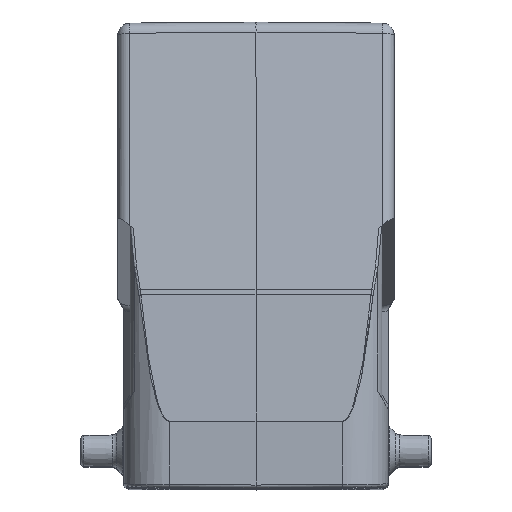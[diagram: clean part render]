
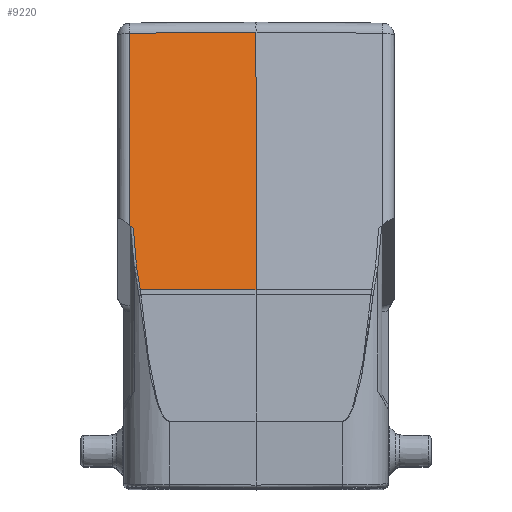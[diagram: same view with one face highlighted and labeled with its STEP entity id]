
A CAD part, top view. The second image highlights one B-rep face of the part: STEP entity #9220.
In plain terms, the highlighted planar face has unit normal (-0.009, 0.174, 0.985).
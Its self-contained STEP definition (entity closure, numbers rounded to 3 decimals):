
#37=DIRECTION('',(0.,-0.985,0.174));
#38=VECTOR('',#37,31.771);
#39=CARTESIAN_POINT('',(-20.517,19.584,50.546));
#40=LINE('',#39,#38);
#66=CARTESIAN_POINT('',(-20.517,-11.704,56.062));
#68=CARTESIAN_POINT('',(-19.449,-18.497,57.27));
#69=CARTESIAN_POINT('',(-19.749,-16.402,56.898));
#70=CARTESIAN_POINT('',(-19.895,-14.285,56.523));
#71=CARTESIAN_POINT('',(-19.963,-12.168,56.149));
#73=DIRECTION('',(-0.762,0.637,-0.119));
#74=VECTOR('',#73,0.727);
#75=CARTESIAN_POINT('',(-19.963,-12.168,56.149));
#76=LINE('',#75,#74);
#77=DIRECTION('',(1.,0.009,0.007));
#78=VECTOR('',#77,20.519);
#79=CARTESIAN_POINT('',(-20.517,19.584,50.546));
#80=LINE('',#79,#78);
#81=CARTESIAN_POINT('',(-18.848,-22.177,57.924));
#82=CARTESIAN_POINT('',(-19.075,-20.955,57.706));
#83=CARTESIAN_POINT('',(-19.272,-19.727,57.488));
#84=CARTESIAN_POINT('',(-19.449,-18.497,57.27));
#117=DIRECTION('',(1.,0.001,0.009));
#118=VECTOR('',#117,18.848);
#119=CARTESIAN_POINT('',(-18.848,-22.177,57.924));
#120=LINE('',#119,#118);
#161=DIRECTION('',(0.,0.985,-0.174));
#162=VECTOR('',#161,42.562);
#163=CARTESIAN_POINT('',(0.,-22.153,
58.087));
#164=LINE('',#163,#162);
#7729=VERTEX_POINT('',#66);
#7730=CARTESIAN_POINT('',(-20.517,19.584,50.546));
#7731=VERTEX_POINT('',#7730);
#7732=CARTESIAN_POINT('',(-19.963,-12.168,
56.149));
#7733=VERTEX_POINT('',#7732);
#7740=VERTEX_POINT('',#68);
#7741=CARTESIAN_POINT('',(0.,19.763,
50.696));
#7742=VERTEX_POINT('',#7741);
#7743=CARTESIAN_POINT('',(0.,-22.153,
58.087));
#7744=VERTEX_POINT('',#7743);
#7745=CARTESIAN_POINT('',(-18.848,-22.177,
57.924));
#7746=VERTEX_POINT('',#7745);
#9201=CARTESIAN_POINT('',(0.,21.415,50.404));
#9202=DIRECTION('',(-0.009,0.174,0.985));
#9203=DIRECTION('',(0.,-0.985,0.174));
#9204=AXIS2_PLACEMENT_3D('',#9201,#9202,#9203);
#9205=PLANE('',#9204);
#9207=ORIENTED_EDGE('',*,*,#9206,.T.);
#9208=ORIENTED_EDGE('',*,*,#9184,.T.);
#9209=ORIENTED_EDGE('',*,*,#9174,.F.);
#9211=ORIENTED_EDGE('',*,*,#9210,.T.);
#9213=ORIENTED_EDGE('',*,*,#9212,.F.);
#9215=ORIENTED_EDGE('',*,*,#9214,.F.);
#9217=ORIENTED_EDGE('',*,*,#9216,.T.);
#9218=EDGE_LOOP('',(#9207,#9208,#9209,#9211,#9213,#9215,#9217));
#9219=FACE_OUTER_BOUND('',#9218,.F.);
#9220=ADVANCED_FACE('',(#9219),#9205,.T.);
#72=B_SPLINE_CURVE_WITH_KNOTS('',3,(#68,#69,#70,#71),.UNSPECIFIED.,.F.,.F.,(4,
4),(0.,1.),.UNSPECIFIED.);
#85=B_SPLINE_CURVE_WITH_KNOTS('',3,(#81,#82,#83,#84),.UNSPECIFIED.,.F.,.F.,(4,
4),(0.,1.),.UNSPECIFIED.);
#9174=EDGE_CURVE('',#7731,#7729,#40,.T.);
#9184=EDGE_CURVE('',#7733,#7729,#76,.T.);
#9206=EDGE_CURVE('',#7740,#7733,#72,.T.);
#9210=EDGE_CURVE('',#7731,#7742,#80,.T.);
#9212=EDGE_CURVE('',#7744,#7742,#164,.T.);
#9214=EDGE_CURVE('',#7746,#7744,#120,.T.);
#9216=EDGE_CURVE('',#7746,#7740,#85,.T.);
